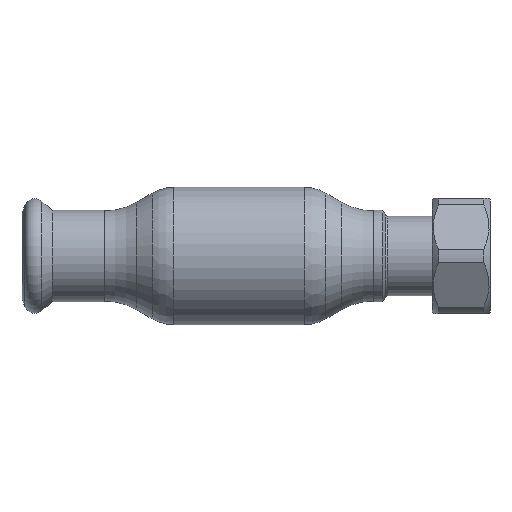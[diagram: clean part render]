
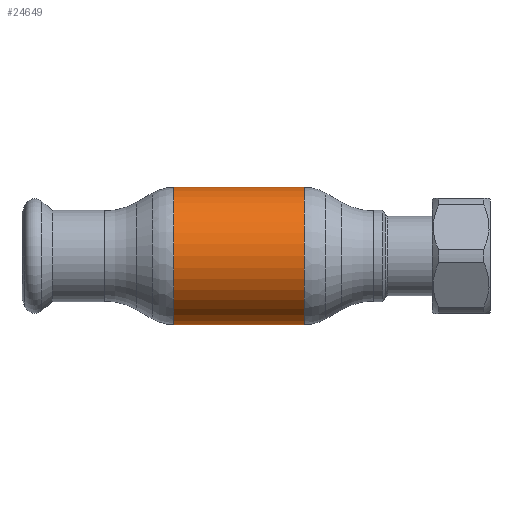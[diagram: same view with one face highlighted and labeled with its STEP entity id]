
A CAD part, front view. The second image highlights one B-rep face of the part: STEP entity #24649.
In plain terms, the highlighted cylindrical face has radius 19 mm (diameter 38 mm), a partial arc.
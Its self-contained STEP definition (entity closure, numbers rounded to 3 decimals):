
#454 = DIRECTION ( 'NONE',  ( 0., 0., 1. ) ) ;
#829 = EDGE_LOOP ( 'NONE', ( #48034, #3186, #38277, #51163 ) ) ;
#983 = CARTESIAN_POINT ( 'NONE',  ( -18.035, 0., 0. ) ) ;
#3186 = ORIENTED_EDGE ( 'NONE', *, *, #17485, .T. ) ;
#4452 = DIRECTION ( 'NONE',  ( -1., 0., 0. ) ) ;
#5942 = VERTEX_POINT ( 'NONE', #17162 ) ;
#6920 = VERTEX_POINT ( 'NONE', #48449 ) ;
#7139 = VECTOR ( 'NONE', #36089, 1000. ) ;
#7612 = VERTEX_POINT ( 'NONE', #31587 ) ;
#9546 = DIRECTION ( 'NONE',  ( -1., 0., 0. ) ) ;
#10945 = CIRCLE ( 'NONE', #33759, 19. ) ;
#13407 = CARTESIAN_POINT ( 'NONE',  ( -62.69, 0., -19. ) ) ;
#14314 = AXIS2_PLACEMENT_3D ( 'NONE', #26153, #4452, #454 ) ;
#17162 = CARTESIAN_POINT ( 'NONE',  ( 18.035, 0., -19. ) ) ;
#17485 = EDGE_CURVE ( 'NONE', #5942, #52138, #10945, .T. ) ;
#17841 = DIRECTION ( 'NONE',  ( 0., 0., 1. ) ) ;
#18488 = DIRECTION ( 'NONE',  ( 0., 0., 1. ) ) ;
#18683 = CARTESIAN_POINT ( 'NONE',  ( -62.69, 0., 19. ) ) ;
#19419 = VECTOR ( 'NONE', #21942, 1000. ) ;
#21942 = DIRECTION ( 'NONE',  ( -1., 0., 0. ) ) ;
#24649 = ADVANCED_FACE ( 'NONE', ( #34992 ), #39608, .T. ) ;
#26153 = CARTESIAN_POINT ( 'NONE',  ( -62.69, 0., 0. ) ) ;
#30264 = CIRCLE ( 'NONE', #32089, 19. ) ;
#31350 = CARTESIAN_POINT ( 'NONE',  ( 18.035, 0., 19. ) ) ;
#31587 = CARTESIAN_POINT ( 'NONE',  ( -18.035, 0., 19. ) ) ;
#32089 = AXIS2_PLACEMENT_3D ( 'NONE', #983, #9546, #17841 ) ;
#33759 = AXIS2_PLACEMENT_3D ( 'NONE', #35052, #53090, #18488 ) ;
#34992 = FACE_OUTER_BOUND ( 'NONE', #829, .T. ) ;
#35052 = CARTESIAN_POINT ( 'NONE',  ( 18.035, 0., 0. ) ) ;
#36089 = DIRECTION ( 'NONE',  ( -1., 0., 0. ) ) ;
#38277 = ORIENTED_EDGE ( 'NONE', *, *, #55176, .T. ) ;
#39608 = CYLINDRICAL_SURFACE ( 'NONE', #14314, 19. ) ;
#40414 = LINE ( 'NONE', #18683, #7139 ) ;
#40963 = EDGE_CURVE ( 'NONE', #6920, #7612, #30264, .T. ) ;
#41932 = EDGE_CURVE ( 'NONE', #5942, #6920, #51418, .T. ) ;
#48034 = ORIENTED_EDGE ( 'NONE', *, *, #41932, .F. ) ;
#48449 = CARTESIAN_POINT ( 'NONE',  ( -18.035, 0., -19. ) ) ;
#51163 = ORIENTED_EDGE ( 'NONE', *, *, #40963, .F. ) ;
#51418 = LINE ( 'NONE', #13407, #19419 ) ;
#52138 = VERTEX_POINT ( 'NONE', #31350 ) ;
#53090 = DIRECTION ( 'NONE',  ( -1., 0., 0. ) ) ;
#55176 = EDGE_CURVE ( 'NONE', #52138, #7612, #40414, .T. ) ;
